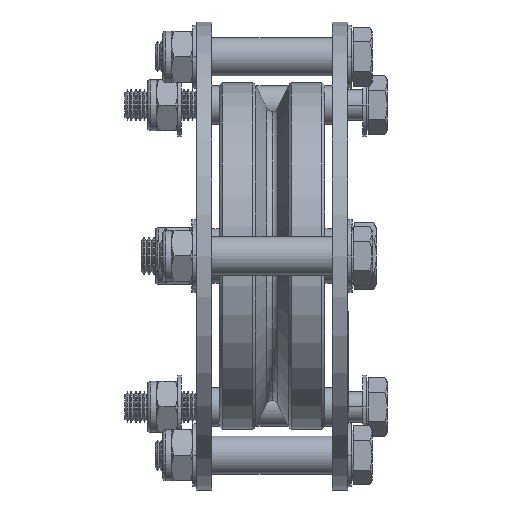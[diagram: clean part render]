
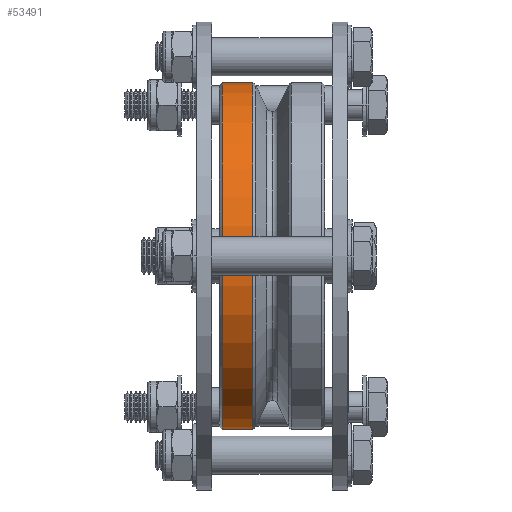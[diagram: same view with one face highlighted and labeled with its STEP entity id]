
A CAD part, front view. The second image highlights one B-rep face of the part: STEP entity #53491.
In plain terms, the highlighted cylindrical face has radius 57.5 mm (diameter 115 mm), a partial arc.
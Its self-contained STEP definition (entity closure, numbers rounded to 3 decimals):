
#8507 = DIRECTION ( 'NONE',  ( 1., 0., 0. ) ) ;
#9921 = CYLINDRICAL_SURFACE ( 'NONE', #43511, 57.5 ) ;
#16688 = VERTEX_POINT ( 'NONE', #24397 ) ;
#18110 = CARTESIAN_POINT ( 'NONE',  ( -16.5, 0., 57.5 ) ) ;
#19298 = DIRECTION ( 'NONE',  ( 0., 0., -1. ) ) ;
#19502 = DIRECTION ( 'NONE',  ( -1., 0., 0. ) ) ;
#23534 = AXIS2_PLACEMENT_3D ( 'NONE', #35905, #8507, #19298 ) ;
#24397 = CARTESIAN_POINT ( 'NONE',  ( -6.37, 0., 57.5 ) ) ;
#26214 = ORIENTED_EDGE ( 'NONE', *, *, #57144, .F. ) ;
#27244 = CARTESIAN_POINT ( 'NONE',  ( -42.784, 0., 0. ) ) ;
#27963 = DIRECTION ( 'NONE',  ( 0., 0., 1. ) ) ;
#31836 = VERTEX_POINT ( 'NONE', #61722 ) ;
#31994 = DIRECTION ( 'NONE',  ( -1., 0., 0. ) ) ;
#32556 = LINE ( 'NONE', #64024, #53542 ) ;
#32619 = LINE ( 'NONE', #48629, #58896 ) ;
#33232 = ORIENTED_EDGE ( 'NONE', *, *, #66688, .T. ) ;
#33982 = ORIENTED_EDGE ( 'NONE', *, *, #41086, .T. ) ;
#35905 = CARTESIAN_POINT ( 'NONE',  ( -16.5, 0., 0. ) ) ;
#36582 = DIRECTION ( 'NONE',  ( 0., 0., 1. ) ) ;
#38718 = DIRECTION ( 'NONE',  ( -1., 0., 0. ) ) ;
#41086 = EDGE_CURVE ( 'NONE', #16688, #63387, #32556, .T. ) ;
#43511 = AXIS2_PLACEMENT_3D ( 'NONE', #27244, #38718, #27963 ) ;
#43874 = EDGE_CURVE ( 'NONE', #63387, #48270, #54210, .T. ) ;
#46607 = CIRCLE ( 'NONE', #59973, 57.5 ) ;
#48270 = VERTEX_POINT ( 'NONE', #50247 ) ;
#48629 = CARTESIAN_POINT ( 'NONE',  ( -42.784, 0., -57.5 ) ) ;
#50247 = CARTESIAN_POINT ( 'NONE',  ( -16.5, 0., -57.5 ) ) ;
#52751 = CARTESIAN_POINT ( 'NONE',  ( -6.37, 0., 0. ) ) ;
#53491 = ADVANCED_FACE ( 'NONE', ( #55378 ), #9921, .T. ) ;
#53542 = VECTOR ( 'NONE', #57644, 1000. ) ;
#53640 = ORIENTED_EDGE ( 'NONE', *, *, #43874, .T. ) ;
#54210 = CIRCLE ( 'NONE', #23534, 57.5 ) ;
#55378 = FACE_OUTER_BOUND ( 'NONE', #63702, .T. ) ;
#57144 = EDGE_CURVE ( 'NONE', #31836, #48270, #32619, .T. ) ;
#57644 = DIRECTION ( 'NONE',  ( -1., 0., 0. ) ) ;
#58896 = VECTOR ( 'NONE', #31994, 1000. ) ;
#59973 = AXIS2_PLACEMENT_3D ( 'NONE', #52751, #19502, #36582 ) ;
#61722 = CARTESIAN_POINT ( 'NONE',  ( -6.37, 0., -57.5 ) ) ;
#63387 = VERTEX_POINT ( 'NONE', #18110 ) ;
#63702 = EDGE_LOOP ( 'NONE', ( #26214, #33232, #33982, #53640 ) ) ;
#64024 = CARTESIAN_POINT ( 'NONE',  ( -42.784, 0., 57.5 ) ) ;
#66688 = EDGE_CURVE ( 'NONE', #31836, #16688, #46607, .T. ) ;
